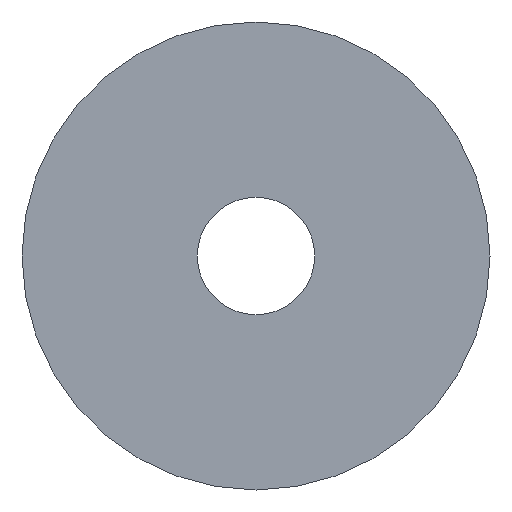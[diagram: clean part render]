
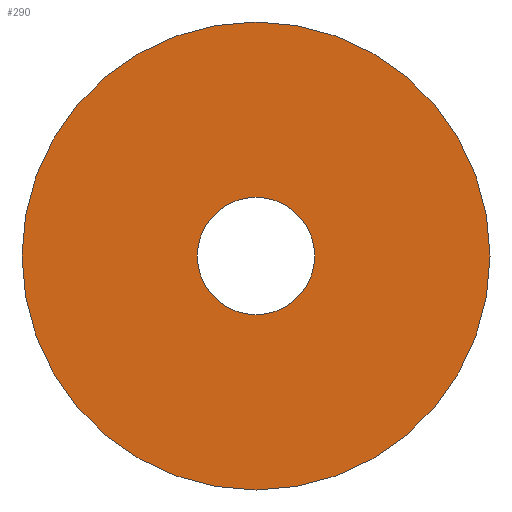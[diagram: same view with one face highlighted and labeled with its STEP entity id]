
A CAD part, front view. The second image highlights one B-rep face of the part: STEP entity #290.
In plain terms, the highlighted planar face has unit normal (0, -1, 0).
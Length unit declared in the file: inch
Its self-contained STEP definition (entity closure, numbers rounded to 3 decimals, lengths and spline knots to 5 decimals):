
#15 = CARTESIAN_POINT ( 'NONE',  ( 0., -0.025, -0.094 ) ) ;
#31 = DIRECTION ( 'NONE',  ( 0., 1., 0. ) ) ;
#33 = CARTESIAN_POINT ( 'NONE',  ( 0., -0.025, 0. ) ) ;
#45 = PLANE ( 'NONE',  #224 ) ;
#48 = CARTESIAN_POINT ( 'NONE',  ( 0., -0.025, 0. ) ) ;
#60 = DIRECTION ( 'NONE',  ( 0., 1., 0. ) ) ;
#61 = FACE_OUTER_BOUND ( 'NONE', #315, .T. ) ;
#96 = EDGE_CURVE ( 'NONE', #219, #334, #322, .T. ) ;
#99 = EDGE_LOOP ( 'NONE', ( #264, #154 ) ) ;
#111 = DIRECTION ( 'NONE',  ( 0., 1., 0. ) ) ;
#115 = EDGE_CURVE ( 'NONE', #350, #241, #238, .T. ) ;
#117 = DIRECTION ( 'NONE',  ( 0., 0., 1. ) ) ;
#127 = EDGE_CURVE ( 'NONE', #334, #219, #203, .T. ) ;
#132 = DIRECTION ( 'NONE',  ( 0., 1., 0. ) ) ;
#135 = CARTESIAN_POINT ( 'NONE',  ( 0., -0.025, -0.375 ) ) ;
#141 = AXIS2_PLACEMENT_3D ( 'NONE', #176, #31, #338 ) ;
#154 = ORIENTED_EDGE ( 'NONE', *, *, #115, .T. ) ;
#161 = CARTESIAN_POINT ( 'NONE',  ( 0., -0.025, 0.375 ) ) ;
#166 = CARTESIAN_POINT ( 'NONE',  ( 0., -0.025, -0.375 ) ) ;
#176 = CARTESIAN_POINT ( 'NONE',  ( 0., -0.025, 0. ) ) ;
#196 = CARTESIAN_POINT ( 'NONE',  ( 0., -0.025, 0. ) ) ;
#197 = CIRCLE ( 'NONE', #341, 0.094 ) ;
#198 = DIRECTION ( 'NONE',  ( 0., 1., 0. ) ) ;
#203 = CIRCLE ( 'NONE', #217, 0.375 ) ;
#207 = DIRECTION ( 'NONE',  ( 0., 0., 1. ) ) ;
#208 = AXIS2_PLACEMENT_3D ( 'NONE', #196, #60, #117 ) ;
#211 = CARTESIAN_POINT ( 'NONE',  ( 0., -0.025, 0.094 ) ) ;
#217 = AXIS2_PLACEMENT_3D ( 'NONE', #33, #198, #225 ) ;
#219 = VERTEX_POINT ( 'NONE', #135 ) ;
#224 = AXIS2_PLACEMENT_3D ( 'NONE', #166, #132, #207 ) ;
#225 = DIRECTION ( 'NONE',  ( 0., 0., 1. ) ) ;
#232 = ORIENTED_EDGE ( 'NONE', *, *, #127, .F. ) ;
#238 = CIRCLE ( 'NONE', #141, 0.094 ) ;
#239 = DIRECTION ( 'NONE',  ( 0., 0., 1. ) ) ;
#241 = VERTEX_POINT ( 'NONE', #211 ) ;
#264 = ORIENTED_EDGE ( 'NONE', *, *, #331, .T. ) ;
#288 = ORIENTED_EDGE ( 'NONE', *, *, #96, .F. ) ;
#290 = ADVANCED_FACE ( 'NONE', ( #61, #346 ), #45, .F. ) ;
#315 = EDGE_LOOP ( 'NONE', ( #232, #288 ) ) ;
#322 = CIRCLE ( 'NONE', #208, 0.375 ) ;
#331 = EDGE_CURVE ( 'NONE', #241, #350, #197, .T. ) ;
#334 = VERTEX_POINT ( 'NONE', #161 ) ;
#338 = DIRECTION ( 'NONE',  ( 0., 0., 1. ) ) ;
#341 = AXIS2_PLACEMENT_3D ( 'NONE', #48, #111, #239 ) ;
#346 = FACE_BOUND ( 'NONE', #99, .T. ) ;
#350 = VERTEX_POINT ( 'NONE', #15 ) ;
